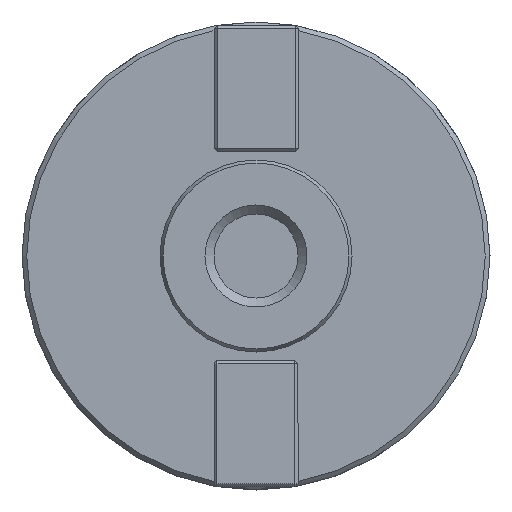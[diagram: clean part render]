
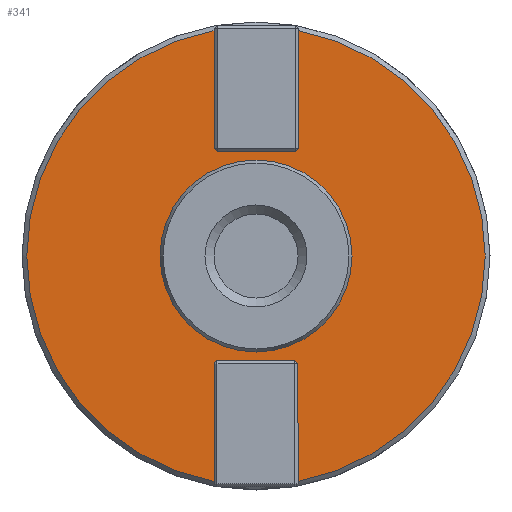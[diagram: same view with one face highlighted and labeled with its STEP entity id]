
A CAD part, left-side view. The second image highlights one B-rep face of the part: STEP entity #341.
In plain terms, the highlighted planar face has unit normal (-1, 0, 0).
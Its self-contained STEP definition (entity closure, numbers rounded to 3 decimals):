
#341=ADVANCED_FACE('',(#485,#486),#420,.F.);
#420=PLANE('',#2106);
#485=FACE_BOUND('',#594,.T.);
#486=FACE_BOUND('',#595,.T.);
#594=EDGE_LOOP('',(#1083,#1084,#1085,#1086,#1087,#1088,#1089,#1090,#1091,
#1092,#1093,#1094));
#595=EDGE_LOOP('',(#1095));
#704=CIRCLE('',#2103,38.2);
#705=CIRCLE('',#2104,38.2);
#706=CIRCLE('',#2105,16.);
#1083=ORIENTED_EDGE('',*,*,#1628,.F.);
#1084=ORIENTED_EDGE('',*,*,#1629,.T.);
#1085=ORIENTED_EDGE('',*,*,#1630,.T.);
#1086=ORIENTED_EDGE('',*,*,#1631,.T.);
#1087=ORIENTED_EDGE('',*,*,#1632,.T.);
#1088=ORIENTED_EDGE('',*,*,#1633,.T.);
#1089=ORIENTED_EDGE('',*,*,#1634,.F.);
#1090=ORIENTED_EDGE('',*,*,#1635,.T.);
#1091=ORIENTED_EDGE('',*,*,#1636,.T.);
#1092=ORIENTED_EDGE('',*,*,#1637,.T.);
#1093=ORIENTED_EDGE('',*,*,#1638,.T.);
#1094=ORIENTED_EDGE('',*,*,#1639,.T.);
#1095=ORIENTED_EDGE('',*,*,#1640,.F.);
#1389=VERTEX_POINT('',#3638);
#1390=VERTEX_POINT('',#3639);
#1391=VERTEX_POINT('',#3641);
#1392=VERTEX_POINT('',#3643);
#1393=VERTEX_POINT('',#3645);
#1394=VERTEX_POINT('',#3647);
#1395=VERTEX_POINT('',#3649);
#1396=VERTEX_POINT('',#3651);
#1397=VERTEX_POINT('',#3653);
#1398=VERTEX_POINT('',#3655);
#1399=VERTEX_POINT('',#3657);
#1400=VERTEX_POINT('',#3659);
#1401=VERTEX_POINT('',#3662);
#1628=EDGE_CURVE('',#1389,#1390,#704,.T.);
#1629=EDGE_CURVE('',#1389,#1391,#1779,.T.);
#1630=EDGE_CURVE('',#1391,#1392,#1780,.T.);
#1631=EDGE_CURVE('',#1392,#1393,#1781,.T.);
#1632=EDGE_CURVE('',#1393,#1394,#1782,.T.);
#1633=EDGE_CURVE('',#1394,#1395,#1783,.T.);
#1634=EDGE_CURVE('',#1396,#1395,#705,.T.);
#1635=EDGE_CURVE('',#1396,#1397,#1784,.T.);
#1636=EDGE_CURVE('',#1397,#1398,#1785,.T.);
#1637=EDGE_CURVE('',#1398,#1399,#1786,.T.);
#1638=EDGE_CURVE('',#1399,#1400,#1787,.T.);
#1639=EDGE_CURVE('',#1400,#1390,#1788,.T.);
#1640=EDGE_CURVE('',#1401,#1401,#706,.T.);
#1779=LINE('',#3640,#1907);
#1780=LINE('',#3642,#1908);
#1781=LINE('',#3644,#1909);
#1782=LINE('',#3646,#1910);
#1783=LINE('',#3648,#1911);
#1784=LINE('',#3652,#1912);
#1785=LINE('',#3654,#1913);
#1786=LINE('',#3656,#1914);
#1787=LINE('',#3658,#1915);
#1788=LINE('',#3660,#1916);
#1907=VECTOR('',#2470,1.);
#1908=VECTOR('',#2471,1.);
#1909=VECTOR('',#2472,1.);
#1910=VECTOR('',#2473,1.);
#1911=VECTOR('',#2474,1.);
#1912=VECTOR('',#2477,1.);
#1913=VECTOR('',#2478,1.);
#1914=VECTOR('',#2479,1.);
#1915=VECTOR('',#2480,1.);
#1916=VECTOR('',#2481,1.);
#2103=AXIS2_PLACEMENT_3D('',#3637,#2468,#2469);
#2104=AXIS2_PLACEMENT_3D('',#3650,#2475,#2476);
#2105=AXIS2_PLACEMENT_3D('',#3661,#2482,#2483);
#2106=AXIS2_PLACEMENT_3D('',#3663,#2484,#2485);
#2468=DIRECTION('',(1.,0.,0.));
#2469=DIRECTION('',(0.,0.,1.));
#2470=DIRECTION('',(0.,0.,1.));
#2471=DIRECTION('',(0.,-0.707,0.707));
#2472=DIRECTION('',(0.,-1.,0.));
#2473=DIRECTION('',(0.,-0.707,-0.707));
#2474=DIRECTION('',(0.,0.,-1.));
#2475=DIRECTION('',(1.,0.,0.));
#2476=DIRECTION('',(0.,0.,1.));
#2477=DIRECTION('',(0.,0.,-1.));
#2478=DIRECTION('',(0.,0.707,-0.707));
#2479=DIRECTION('',(0.,1.,0.));
#2480=DIRECTION('',(0.,0.707,0.707));
#2481=DIRECTION('',(0.,0.,1.));
#2482=DIRECTION('',(-1.,0.,0.));
#2483=DIRECTION('',(0.,0.,-1.));
#2484=DIRECTION('',(1.,0.,0.));
#2485=DIRECTION('',(0.,0.,-1.));
#3637=CARTESIAN_POINT('',(24.,0.,0.));
#3638=CARTESIAN_POINT('',(24.,7.,-37.553));
#3639=CARTESIAN_POINT('',(24.,7.,37.553));
#3640=CARTESIAN_POINT('',(24.,7.,38.2));
#3641=CARTESIAN_POINT('',(24.,7.,-17.95));
#3642=CARTESIAN_POINT('',(24.,-24.575,13.625));
#3643=CARTESIAN_POINT('',(24.,6.5,-17.45));
#3644=CARTESIAN_POINT('',(24.,0.,-17.45));
#3645=CARTESIAN_POINT('',(24.,-6.5,-17.45));
#3646=CARTESIAN_POINT('',(24.,24.575,13.625));
#3647=CARTESIAN_POINT('',(24.,-7.,-17.95));
#3648=CARTESIAN_POINT('',(24.,-7.,38.2));
#3649=CARTESIAN_POINT('',(24.,-7.,-37.553));
#3650=CARTESIAN_POINT('',(24.,0.,0.));
#3651=CARTESIAN_POINT('',(24.,-7.,37.553));
#3652=CARTESIAN_POINT('',(24.,-7.,38.2));
#3653=CARTESIAN_POINT('',(24.,-7.,17.95));
#3654=CARTESIAN_POINT('',(24.,-13.625,24.575));
#3655=CARTESIAN_POINT('',(24.,-6.5,17.45));
#3656=CARTESIAN_POINT('',(24.,0.,17.45));
#3657=CARTESIAN_POINT('',(24.,6.5,17.45));
#3658=CARTESIAN_POINT('',(24.,13.625,24.575));
#3659=CARTESIAN_POINT('',(24.,7.,17.95));
#3660=CARTESIAN_POINT('',(24.,7.,38.2));
#3661=CARTESIAN_POINT('',(24.,0.,0.));
#3662=CARTESIAN_POINT('',(24.,0.,-16.));
#3663=CARTESIAN_POINT('',(24.,0.,38.2));
